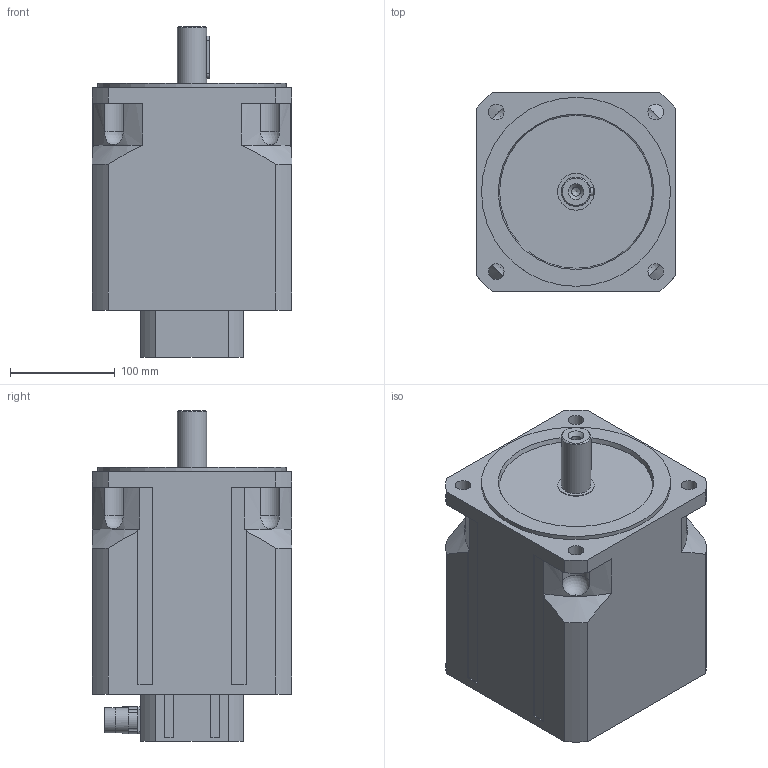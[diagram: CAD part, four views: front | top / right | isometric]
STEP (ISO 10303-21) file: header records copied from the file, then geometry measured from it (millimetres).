
FILE_DESCRIPTION((''),'2;1');
FILE_NAME('T7000 00 P Z_3200.stp','2008-08-25T14:02:35',('oslejsek'),(''),'Autodesk Inventor 10','Autodesk Inventor 10','');
FILE_SCHEMA(('AUTOMOTIVE_DESIGN { 1 0 10303 214 1 1 1 1 }'));
Length unit declared in the file: millimetre
Products named in the file (4): T7000 00 P Z_3200; T7000 00 P_3200; Konektor_rovny_mot; Konektor_rovny_res
Assembly tree (3 placements, depth 2):
  T7000 00 P Z_3200
    T7000 00 P_3200
    Konektor_rovny_mot
    Konektor_rovny_res
Bounding box: 190 x 190 x 315 mm (x, y, z)
Volume: 7815114.8 mm3; surface area: 271770.6 mm2
Topology: 3 solids, 3 shells, 172 faces, 469 edges, 306 vertices
Faces by surface type: plane 90, cylinder 61, bspline 11, cone 6, sphere 4
Full cylindrical faces by diameter (mm): 2.7 x8, 20 x2, 24 x2, 28 x1, 35 x1, 180 x1
Entity records: 5704 total; most frequent: CARTESIAN_POINT 1392, DIRECTION 912, ORIENTED_EDGE 836, EDGE_CURVE 418, AXIS2_PLACEMENT_3D 348, VERTEX_POINT 286, EDGE_LOOP 234, VECTOR 216
